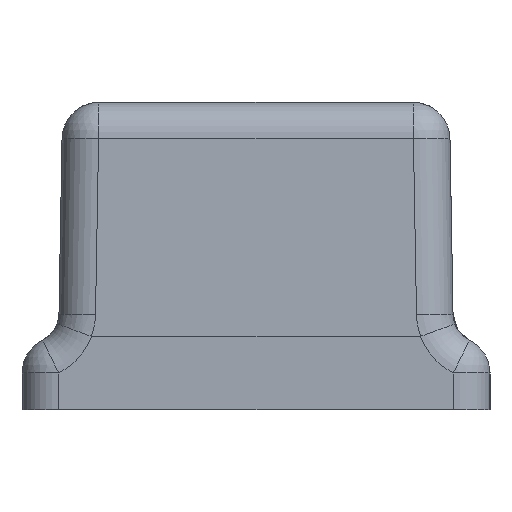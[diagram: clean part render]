
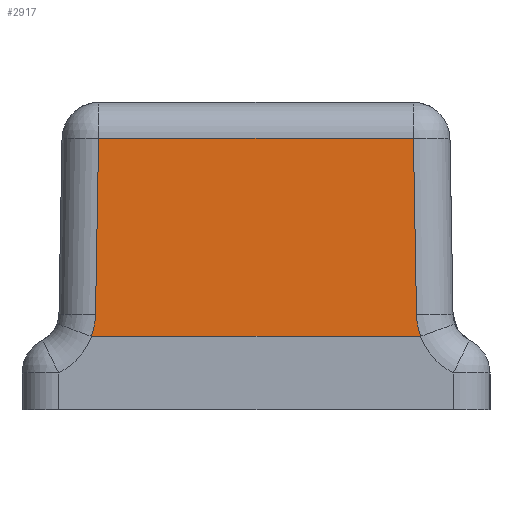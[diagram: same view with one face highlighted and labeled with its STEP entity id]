
A CAD part, left-side view. The second image highlights one B-rep face of the part: STEP entity #2917.
In plain terms, the highlighted planar face has unit normal (-1, 0, 0.018).
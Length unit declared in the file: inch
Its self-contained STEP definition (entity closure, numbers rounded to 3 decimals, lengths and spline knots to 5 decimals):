
#87=PLANE('',#3291);
#93=ELLIPSE('',#3056,0.11252,0.1125);
#99=ELLIPSE('',#3126,0.11252,0.1125);
#190=LINE('',#5181,#342);
#195=LINE('',#5200,#347);
#223=LINE('',#5402,#375);
#247=LINE('',#6135,#399);
#342=VECTOR('',#3598,0.30095);
#347=VECTOR('',#3621,0.5382);
#375=VECTOR('',#3761,0.30095);
#399=VECTOR('',#3935,0.56233);
#703=FACE_OUTER_BOUND('',#899,.T.);
#899=EDGE_LOOP('',(#2665,#2666,#2667,#2668,#2669,#2670,#2671,#2672));
#948=B_SPLINE_CURVE_WITH_KNOTS('',3,(#5144,#5145,#5146,#5147,#5148,#5149,
#5150),.UNSPECIFIED.,.F.,.F.,(4,3,4),(0.46206,0.46215,
0.46299),.UNSPECIFIED.);
#954=B_SPLINE_CURVE_WITH_KNOTS('',3,(#5450,#5451,#5452,#5453,#5454,#5455,
#5456),.UNSPECIFIED.,.F.,.F.,(4,3,4),(0.58675,0.58758,
0.58768),.UNSPECIFIED.);
#1265=VERTEX_POINT('',#5128);
#1266=VERTEX_POINT('',#5143);
#1268=VERTEX_POINT('',#5173);
#1270=VERTEX_POINT('',#5179);
#1275=VERTEX_POINT('',#5198);
#1311=VERTEX_POINT('',#5400);
#1313=VERTEX_POINT('',#5426);
#1315=VERTEX_POINT('',#5448);
#1570=EDGE_CURVE('',#1265,#1266,#948,.T.);
#1573=EDGE_CURVE('',#1268,#1265,#93,.T.);
#1576=EDGE_CURVE('',#1270,#1268,#190,.T.);
#1586=EDGE_CURVE('',#1275,#1270,#195,.T.);
#1649=EDGE_CURVE('',#1311,#1275,#223,.T.);
#1652=EDGE_CURVE('',#1313,#1311,#99,.T.);
#1658=EDGE_CURVE('',#1315,#1313,#954,.T.);
#1738=EDGE_CURVE('',#1315,#1266,#247,.F.);
#2665=ORIENTED_EDGE('',*,*,#1576,.F.);
#2666=ORIENTED_EDGE('',*,*,#1586,.F.);
#2667=ORIENTED_EDGE('',*,*,#1649,.F.);
#2668=ORIENTED_EDGE('',*,*,#1652,.F.);
#2669=ORIENTED_EDGE('',*,*,#1658,.F.);
#2670=ORIENTED_EDGE('',*,*,#1738,.T.);
#2671=ORIENTED_EDGE('',*,*,#1570,.F.);
#2672=ORIENTED_EDGE('',*,*,#1573,.F.);
#2917=ADVANCED_FACE('',(#703),#87,.T.);
#3056=AXIS2_PLACEMENT_3D('',#5175,#3590,#3591);
#3126=AXIS2_PLACEMENT_3D('',#5427,#3765,#3766);
#3291=AXIS2_PLACEMENT_3D('',#6414,#4147,#4148);
#3590=DIRECTION('center_axis',(-1.,0.,0.017));
#3591=DIRECTION('ref_axis',(-0.017,0.,-1.));
#3598=DIRECTION('',(-0.017,-0.017,-1.));
#3621=DIRECTION('',(0.,-1.,0.));
#3761=DIRECTION('',(0.017,-0.017,1.));
#3765=DIRECTION('center_axis',(-1.,0.,0.017));
#3766=DIRECTION('ref_axis',(-0.017,0.,-1.));
#3935=DIRECTION('',(0.,1.,0.));
#4147=DIRECTION('center_axis',(-1.,0.,0.017));
#4148=DIRECTION('ref_axis',(0.,-1.,0.));
#5128=CARTESIAN_POINT('',(-1.825,-0.28155,0.12507));
#5143=CARTESIAN_POINT('',(-1.825,-0.28117,0.125));
#5144=CARTESIAN_POINT('Ctrl Pts',(-1.825,-0.28155,0.12507));
#5145=CARTESIAN_POINT('Ctrl Pts',(-1.825,-0.28153,
0.12506));
#5146=CARTESIAN_POINT('Ctrl Pts',(-1.825,-0.28152,0.12506));
#5147=CARTESIAN_POINT('Ctrl Pts',(-1.825,-0.28151,
0.12505));
#5148=CARTESIAN_POINT('Ctrl Pts',(-1.825,-0.28141,
0.12502));
#5149=CARTESIAN_POINT('Ctrl Pts',(-1.825,-0.28127,0.125));
#5150=CARTESIAN_POINT('Ctrl Pts',(-1.825,-0.28117,0.125));
#5173=CARTESIAN_POINT('',(-1.82434,-0.27435,0.16273));
#5175=CARTESIAN_POINT('Origin',(-1.82431,-0.38683,0.1647));
#5179=CARTESIAN_POINT('',(-1.81909,-0.2691,0.46359));
#5181=CARTESIAN_POINT('',(-1.81909,-0.2691,0.46359));
#5198=CARTESIAN_POINT('',(-1.81909,0.2691,0.46359));
#5200=CARTESIAN_POINT('',(-1.81909,0.2691,0.46359));
#5400=CARTESIAN_POINT('',(-1.82434,0.27435,0.16273));
#5402=CARTESIAN_POINT('',(-1.82434,0.27435,0.16273));
#5426=CARTESIAN_POINT('',(-1.825,0.28155,0.12507));
#5427=CARTESIAN_POINT('Origin',(-1.82431,0.38683,0.1647));
#5448=CARTESIAN_POINT('',(-1.825,0.28117,0.125));
#5450=CARTESIAN_POINT('Ctrl Pts',(-1.825,0.28117,0.125));
#5451=CARTESIAN_POINT('Ctrl Pts',(-1.825,0.28127,0.125));
#5452=CARTESIAN_POINT('Ctrl Pts',(-1.825,0.28141,0.12502));
#5453=CARTESIAN_POINT('Ctrl Pts',(-1.825,0.28151,0.12505));
#5454=CARTESIAN_POINT('Ctrl Pts',(-1.825,0.28152,0.12506));
#5455=CARTESIAN_POINT('Ctrl Pts',(-1.825,0.28153,0.12506));
#5456=CARTESIAN_POINT('Ctrl Pts',(-1.825,0.28155,0.12507));
#6135=CARTESIAN_POINT('',(-1.825,-0.28117,0.125));
#6414=CARTESIAN_POINT('Origin',(-1.825,-0.3375,0.125));
